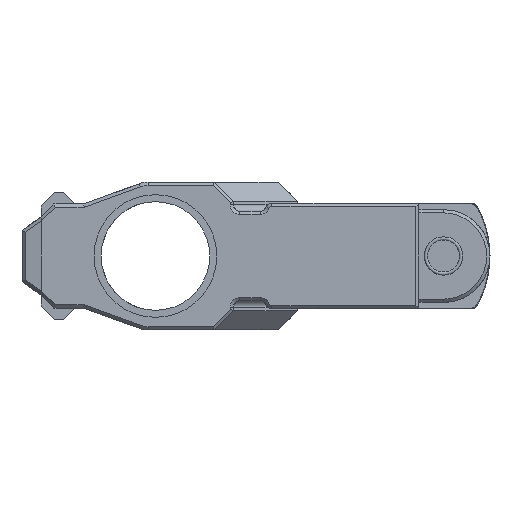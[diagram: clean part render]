
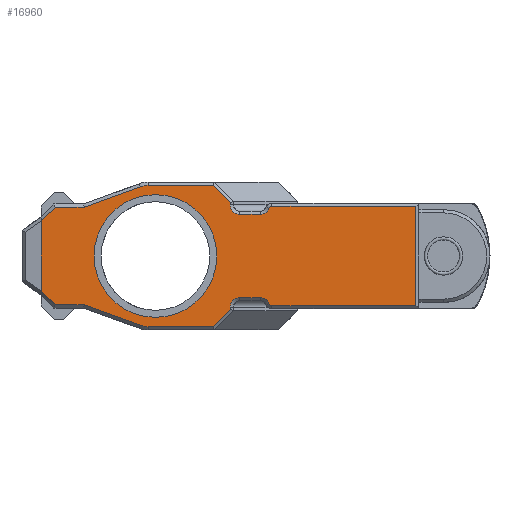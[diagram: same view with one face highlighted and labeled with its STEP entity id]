
A CAD part, left-side view. The second image highlights one B-rep face of the part: STEP entity #16960.
In plain terms, the highlighted planar face has unit normal (-1, 0, 0).
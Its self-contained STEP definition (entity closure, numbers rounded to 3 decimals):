
#326=FACE_BOUND('',#2890,.T.);
#991=PLANE('',#17995);
#1950=FACE_OUTER_BOUND('',#2889,.T.);
#2889=EDGE_LOOP('',(#15743,#15744,#15745,#15746,#15747,#15748,#15749,#15750,
#15751,#15752,#15753,#15754,#15755,#15756,#15757,#15758,#15759,#15760,#15761,
#15762,#15763,#15764,#15765,#15766,#15767,#15768));
#2890=EDGE_LOOP('',(#15769));
#2938=CIRCLE('',#17151,0.5);
#2939=CIRCLE('',#17153,1.5);
#2940=CIRCLE('',#17156,1.5);
#2941=CIRCLE('',#17161,3.5);
#3026=CIRCLE('',#17781,3.5);
#3028=CIRCLE('',#17785,1.5);
#3029=CIRCLE('',#17788,1.5);
#3032=CIRCLE('',#17792,0.5);
#3053=CIRCLE('',#17993,9.6);
#3085=LINE('',#22213,#5122);
#3194=LINE('',#22436,#5231);
#3338=LINE('',#23264,#5375);
#3344=LINE('',#23279,#5381);
#3347=LINE('',#23287,#5384);
#3350=LINE('',#23292,#5387);
#3353=LINE('',#23298,#5390);
#3355=LINE('',#23306,#5392);
#4803=LINE('',#28461,#6840);
#4807=LINE('',#28470,#6844);
#4809=LINE('',#28474,#6846);
#4814=LINE('',#28482,#6851);
#4816=LINE('',#28486,#6853);
#4819=LINE('',#28493,#6856);
#4823=LINE('',#28505,#6860);
#5045=LINE('',#29443,#7082);
#5054=LINE('',#29461,#7091);
#5073=LINE('',#29528,#7110);
#5122=VECTOR('',#18097,10.);
#5231=VECTOR('',#18262,10.);
#5375=VECTOR('',#18600,10.);
#5381=VECTOR('',#18616,10.);
#5384=VECTOR('',#18625,10.);
#5387=VECTOR('',#18630,10.);
#5390=VECTOR('',#18635,10.);
#5392=VECTOR('',#18645,10.);
#6840=VECTOR('',#21317,10.);
#6844=VECTOR('',#21323,10.);
#6846=VECTOR('',#21327,10.);
#6851=VECTOR('',#21334,10.);
#6853=VECTOR('',#21338,10.);
#6856=VECTOR('',#21347,10.);
#6860=VECTOR('',#21359,10.);
#7082=VECTOR('',#21919,10.);
#7091=VECTOR('',#21936,10.);
#7110=VECTOR('',#22027,10.);
#7161=VERTEX_POINT('',#22200);
#7166=VERTEX_POINT('',#22212);
#7252=VERTEX_POINT('',#22435);
#7395=VERTEX_POINT('',#23261);
#7396=VERTEX_POINT('',#23263);
#7398=VERTEX_POINT('',#23269);
#7399=VERTEX_POINT('',#23273);
#7400=VERTEX_POINT('',#23277);
#7401=VERTEX_POINT('',#23282);
#7402=VERTEX_POINT('',#23286);
#7403=VERTEX_POINT('',#23290);
#7405=VERTEX_POINT('',#23296);
#7406=VERTEX_POINT('',#23300);
#8488=VERTEX_POINT('',#28458);
#8489=VERTEX_POINT('',#28460);
#8492=VERTEX_POINT('',#28467);
#8493=VERTEX_POINT('',#28469);
#8494=VERTEX_POINT('',#28473);
#8495=VERTEX_POINT('',#28479);
#8496=VERTEX_POINT('',#28481);
#8497=VERTEX_POINT('',#28485);
#8498=VERTEX_POINT('',#28489);
#8500=VERTEX_POINT('',#28497);
#8502=VERTEX_POINT('',#28503);
#8504=VERTEX_POINT('',#28508);
#8666=VERTEX_POINT('',#29441);
#8683=VERTEX_POINT('',#29522);
#8720=EDGE_CURVE('',#7161,#7166,#3085,.T.);
#8831=EDGE_CURVE('',#7166,#7252,#3194,.T.);
#9042=EDGE_CURVE('',#7395,#7396,#3338,.T.);
#9046=EDGE_CURVE('',#7398,#7395,#2938,.T.);
#9048=EDGE_CURVE('',#7399,#7398,#2939,.T.);
#9050=EDGE_CURVE('',#7400,#7399,#3344,.T.);
#9053=EDGE_CURVE('',#7401,#7400,#2940,.T.);
#9054=EDGE_CURVE('',#7402,#7401,#3347,.T.);
#9057=EDGE_CURVE('',#7403,#7402,#3350,.T.);
#9060=EDGE_CURVE('',#7405,#7403,#3353,.T.);
#9062=EDGE_CURVE('',#7406,#7405,#2941,.T.);
#9064=EDGE_CURVE('',#7252,#7406,#3355,.T.);
#10720=EDGE_CURVE('',#8488,#8489,#4803,.T.);
#10724=EDGE_CURVE('',#8492,#8493,#4807,.T.);
#10726=EDGE_CURVE('',#8493,#8494,#4809,.T.);
#10731=EDGE_CURVE('',#8495,#8496,#4814,.T.);
#10733=EDGE_CURVE('',#8496,#8497,#4816,.T.);
#10736=EDGE_CURVE('',#8498,#8495,#3026,.T.);
#10737=EDGE_CURVE('',#8494,#8498,#4819,.T.);
#10740=EDGE_CURVE('',#8500,#8492,#3028,.T.);
#10743=EDGE_CURVE('',#8502,#8500,#4823,.T.);
#10745=EDGE_CURVE('',#8504,#8502,#3029,.T.);
#10748=EDGE_CURVE('',#8489,#8504,#3032,.T.);
#11042=EDGE_CURVE('',#7161,#8666,#5045,.T.);
#11052=EDGE_CURVE('',#8497,#8666,#5054,.T.);
#11080=EDGE_CURVE('',#8683,#8683,#3053,.T.);
#11083=EDGE_CURVE('',#7396,#8488,#5073,.T.);
#15743=ORIENTED_EDGE('',*,*,#11083,.F.);
#15744=ORIENTED_EDGE('',*,*,#9042,.F.);
#15745=ORIENTED_EDGE('',*,*,#9046,.F.);
#15746=ORIENTED_EDGE('',*,*,#9048,.F.);
#15747=ORIENTED_EDGE('',*,*,#9050,.F.);
#15748=ORIENTED_EDGE('',*,*,#9053,.F.);
#15749=ORIENTED_EDGE('',*,*,#9054,.F.);
#15750=ORIENTED_EDGE('',*,*,#9057,.F.);
#15751=ORIENTED_EDGE('',*,*,#9060,.F.);
#15752=ORIENTED_EDGE('',*,*,#9062,.F.);
#15753=ORIENTED_EDGE('',*,*,#9064,.F.);
#15754=ORIENTED_EDGE('',*,*,#8831,.F.);
#15755=ORIENTED_EDGE('',*,*,#8720,.F.);
#15756=ORIENTED_EDGE('',*,*,#11042,.T.);
#15757=ORIENTED_EDGE('',*,*,#11052,.F.);
#15758=ORIENTED_EDGE('',*,*,#10733,.F.);
#15759=ORIENTED_EDGE('',*,*,#10731,.F.);
#15760=ORIENTED_EDGE('',*,*,#10736,.F.);
#15761=ORIENTED_EDGE('',*,*,#10737,.F.);
#15762=ORIENTED_EDGE('',*,*,#10726,.F.);
#15763=ORIENTED_EDGE('',*,*,#10724,.F.);
#15764=ORIENTED_EDGE('',*,*,#10740,.F.);
#15765=ORIENTED_EDGE('',*,*,#10743,.F.);
#15766=ORIENTED_EDGE('',*,*,#10745,.F.);
#15767=ORIENTED_EDGE('',*,*,#10748,.F.);
#15768=ORIENTED_EDGE('',*,*,#10720,.F.);
#15769=ORIENTED_EDGE('',*,*,#11080,.T.);
#16960=ADVANCED_FACE('',(#1950,#326),#991,.T.);
#17151=AXIS2_PLACEMENT_3D('',#23271,#18606,#18607);
#17153=AXIS2_PLACEMENT_3D('',#23275,#18611,#18612);
#17156=AXIS2_PLACEMENT_3D('',#23284,#18621,#18622);
#17161=AXIS2_PLACEMENT_3D('',#23303,#18639,#18640);
#17781=AXIS2_PLACEMENT_3D('',#28491,#21343,#21344);
#17785=AXIS2_PLACEMENT_3D('',#28499,#21353,#21354);
#17788=AXIS2_PLACEMENT_3D('',#28510,#21363,#21364);
#17792=AXIS2_PLACEMENT_3D('',#28514,#21371,#21372);
#17993=AXIS2_PLACEMENT_3D('',#29523,#22019,#22020);
#17995=AXIS2_PLACEMENT_3D('',#29527,#22025,#22026);
#18097=DIRECTION('',(0.,-0.707,0.707));
#18262=DIRECTION('',(0.,-1.,0.));
#18600=DIRECTION('',(0.,-1.,0.));
#18606=DIRECTION('center_axis',(1.,0.,0.));
#18607=DIRECTION('ref_axis',(0.,0.707,0.707));
#18611=DIRECTION('center_axis',(-1.,0.,0.));
#18612=DIRECTION('ref_axis',(0.,0.,-1.));
#18616=DIRECTION('',(0.,-1.,0.));
#18621=DIRECTION('center_axis',(-1.,0.,0.));
#18622=DIRECTION('ref_axis',(0.,0.707,-0.707));
#18625=DIRECTION('',(0.,0.,-1.));
#18630=DIRECTION('',(0.,-0.707,-0.707));
#18635=DIRECTION('',(0.,-1.,0.));
#18639=DIRECTION('center_axis',(1.,0.,0.));
#18640=DIRECTION('ref_axis',(0.,0.174,0.985));
#18645=DIRECTION('',(0.,-0.94,0.342));
#21317=DIRECTION('',(0.,1.,0.));
#21323=DIRECTION('',(0.,0.,-1.));
#21327=DIRECTION('',(0.,0.707,-0.707));
#21334=DIRECTION('',(0.,0.94,0.342));
#21338=DIRECTION('',(0.,1.,0.));
#21343=DIRECTION('center_axis',(1.,0.,0.));
#21344=DIRECTION('ref_axis',(0.,0.174,-0.985));
#21347=DIRECTION('',(0.,1.,0.));
#21353=DIRECTION('center_axis',(-1.,0.,0.));
#21354=DIRECTION('ref_axis',(0.,0.707,0.707));
#21359=DIRECTION('',(0.,1.,0.));
#21363=DIRECTION('center_axis',(-1.,0.,0.));
#21364=DIRECTION('ref_axis',(0.,0.,1.));
#21371=DIRECTION('center_axis',(1.,0.,0.));
#21372=DIRECTION('ref_axis',(0.,0.707,-0.707));
#21919=DIRECTION('',(0.,0.,-1.));
#21936=DIRECTION('',(0.,0.707,0.707));
#22019=DIRECTION('center_axis',(1.,0.,0.));
#22020=DIRECTION('ref_axis',(0.,-1.,0.));
#22025=DIRECTION('center_axis',(-1.,0.,0.));
#22026=DIRECTION('ref_axis',(0.,0.,1.));
#22027=DIRECTION('',(0.,0.,-1.));
#22200=CARTESIAN_POINT('',(-159.543,24.1,5.525));
#22212=CARTESIAN_POINT('',(-159.543,21.893,7.636));
#22213=CARTESIAN_POINT('',(-159.543,24.656,4.874));
#22435=CARTESIAN_POINT('',(-159.543,17.362,7.636));
#22436=CARTESIAN_POINT('',(-159.543,5.788,7.636));
#23261=CARTESIAN_POINT('',(-159.543,-12.,7.753));
#23263=CARTESIAN_POINT('',(-159.543,-34.5,7.755));
#23264=CARTESIAN_POINT('',(-159.543,-9.414,7.753));
#23269=CARTESIAN_POINT('',(-159.543,-11.536,7.44));
#23271=CARTESIAN_POINT('Origin',(-159.543,-12.,7.253));
#23273=CARTESIAN_POINT('',(-159.543,-10.145,6.5));
#23275=CARTESIAN_POINT('Origin',(-159.543,-10.145,8.));
#23277=CARTESIAN_POINT('',(-159.543,-7.,6.5));
#23279=CARTESIAN_POINT('',(-159.543,-12.512,6.5));
#23282=CARTESIAN_POINT('',(-159.543,-5.5,8.));
#23284=CARTESIAN_POINT('Origin',(-159.543,-7.,8.));
#23286=CARTESIAN_POINT('',(-159.543,-5.5,8.336));
#23287=CARTESIAN_POINT('',(-159.543,-5.5,0.));
#23290=CARTESIAN_POINT('',(-159.543,-2.793,11.043));
#23292=CARTESIAN_POINT('',(-159.543,-8.413,5.423));
#23296=CARTESIAN_POINT('',(-159.543,7.385,11.043));
#23298=CARTESIAN_POINT('',(-159.543,-1.717,11.043));
#23300=CARTESIAN_POINT('',(-159.543,8.582,10.832));
#23303=CARTESIAN_POINT('Origin',(-159.543,7.385,7.543));
#23306=CARTESIAN_POINT('',(-159.543,5.794,11.847));
#28458=CARTESIAN_POINT('',(-159.543,-34.5,-7.755));
#28460=CARTESIAN_POINT('',(-159.543,-12.,-7.753));
#28461=CARTESIAN_POINT('',(-159.543,-9.414,-7.753));
#28467=CARTESIAN_POINT('',(-159.543,-5.5,-8.));
#28469=CARTESIAN_POINT('',(-159.543,-5.5,-8.336));
#28470=CARTESIAN_POINT('',(-159.543,-5.5,0.));
#28473=CARTESIAN_POINT('',(-159.543,-2.793,-11.043));
#28474=CARTESIAN_POINT('',(-159.543,-8.413,-5.423));
#28479=CARTESIAN_POINT('',(-159.543,8.582,-10.832));
#28481=CARTESIAN_POINT('',(-159.543,17.362,-7.636));
#28482=CARTESIAN_POINT('',(-159.543,5.794,-11.847));
#28485=CARTESIAN_POINT('',(-159.543,21.893,-7.636));
#28486=CARTESIAN_POINT('',(-159.543,5.788,-7.636));
#28489=CARTESIAN_POINT('',(-159.543,7.385,-11.043));
#28491=CARTESIAN_POINT('Origin',(-159.543,7.385,-7.543));
#28493=CARTESIAN_POINT('',(-159.543,-1.717,-11.043));
#28497=CARTESIAN_POINT('',(-159.543,-7.,-6.5));
#28499=CARTESIAN_POINT('Origin',(-159.543,-7.,-8.));
#28503=CARTESIAN_POINT('',(-159.543,-10.145,-6.5));
#28505=CARTESIAN_POINT('',(-159.543,-12.512,-6.5));
#28508=CARTESIAN_POINT('',(-159.543,-11.536,-7.44));
#28510=CARTESIAN_POINT('Origin',(-159.543,-10.145,-8.));
#28514=CARTESIAN_POINT('Origin',(-159.543,-12.,-7.253));
#29441=CARTESIAN_POINT('',(-159.543,24.1,-5.525));
#29443=CARTESIAN_POINT('',(-159.543,24.1,5.136));
#29461=CARTESIAN_POINT('',(-159.543,24.656,-4.874));
#29522=CARTESIAN_POINT('',(-159.543,15.825,0.));
#29523=CARTESIAN_POINT('Origin',(-159.543,6.225,0.));
#29527=CARTESIAN_POINT('Origin',(-159.543,23.6,0.));
#29528=CARTESIAN_POINT('',(-159.543,-34.5,0.));
